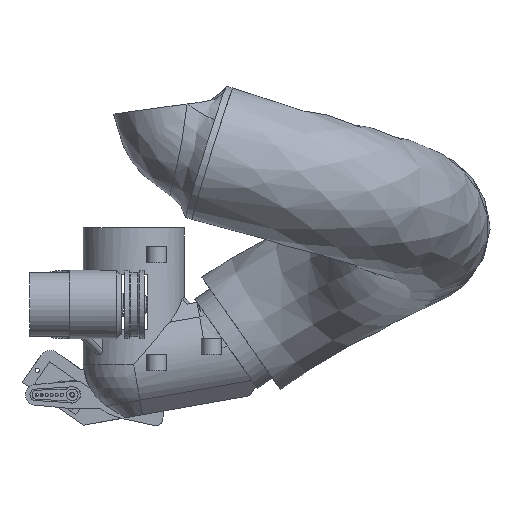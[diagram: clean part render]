
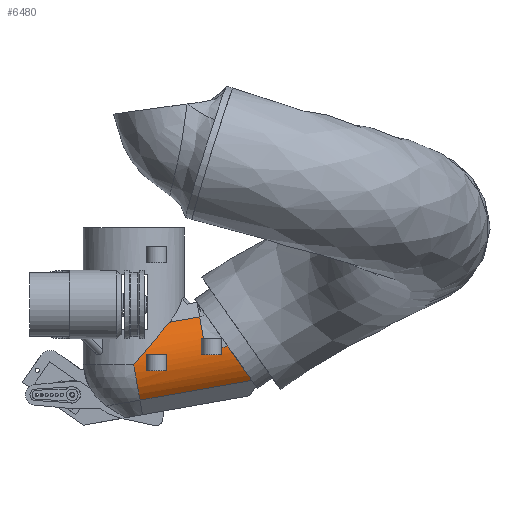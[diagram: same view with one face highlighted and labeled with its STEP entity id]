
A CAD part, left-side view. The second image highlights one B-rep face of the part: STEP entity #6480.
In plain terms, the highlighted cylindrical face has radius 22.1 mm (diameter 44.2 mm), a partial arc.
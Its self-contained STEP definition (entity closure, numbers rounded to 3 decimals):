
#142=B_SPLINE_CURVE_WITH_KNOTS('',3,(#11390,#11391,#11392,#11393),
 .UNSPECIFIED.,.F.,.F.,(4,4),(-1.571,-1.32),
 .UNSPECIFIED.);
#240=ELLIPSE('',#7217,127.269,22.1);
#241=ELLIPSE('',#7220,22.441,22.1);
#242=ELLIPSE('',#7221,127.269,22.1);
#243=ELLIPSE('',#7223,34.381,22.1);
#244=ELLIPSE('',#7225,24.385,22.1);
#245=ELLIPSE('',#7226,22.441,22.1);
#246=ELLIPSE('',#7227,127.269,22.1);
#247=ELLIPSE('',#7228,22.441,22.1);
#248=ELLIPSE('',#7229,22.441,22.1);
#249=ELLIPSE('',#7230,127.269,22.1);
#318=FACE_BOUND('',#1163,.T.);
#436=CYLINDRICAL_SURFACE('',#7219,22.1);
#724=FACE_OUTER_BOUND('',#1162,.T.);
#1162=EDGE_LOOP('',(#5465,#5466,#5467,#5468,#5469,#5470,#5471,#5472,#5473,
#5474,#5475,#5476));
#1163=EDGE_LOOP('',(#5477,#5478,#5479,#5480));
#1531=CIRCLE('',#7166,22.1);
#1562=CIRCLE('',#7222,22.1);
#1563=CIRCLE('',#7224,22.1);
#2003=LINE('',#11381,#2468);
#2004=LINE('',#11384,#2469);
#2468=VECTOR('',#8926,10.);
#2469=VECTOR('',#8929,10.);
#2987=VERTEX_POINT('',#10966);
#2988=VERTEX_POINT('',#10968);
#3053=VERTEX_POINT('',#11364);
#3054=VERTEX_POINT('',#11365);
#3057=VERTEX_POINT('',#11373);
#3058=VERTEX_POINT('',#11374);
#3059=VERTEX_POINT('',#11376);
#3060=VERTEX_POINT('',#11378);
#3061=VERTEX_POINT('',#11380);
#3062=VERTEX_POINT('',#11383);
#3063=VERTEX_POINT('',#11385);
#3064=VERTEX_POINT('',#11387);
#3065=VERTEX_POINT('',#11389);
#3066=VERTEX_POINT('',#11394);
#3067=VERTEX_POINT('',#11397);
#3068=VERTEX_POINT('',#11399);
#3806=EDGE_CURVE('',#2987,#2988,#1531,.T.);
#3895=EDGE_CURVE('',#3053,#3054,#240,.T.);
#3899=EDGE_CURVE('',#3057,#3058,#241,.T.);
#3900=EDGE_CURVE('',#3058,#3059,#242,.T.);
#3901=EDGE_CURVE('',#3060,#3059,#1562,.T.);
#3902=EDGE_CURVE('',#3061,#3060,#2003,.T.);
#3903=EDGE_CURVE('',#2988,#3061,#243,.T.);
#3904=EDGE_CURVE('',#2987,#3062,#2004,.T.);
#3905=EDGE_CURVE('',#3063,#3062,#1563,.T.);
#3906=EDGE_CURVE('',#3063,#3064,#244,.T.);
#3907=EDGE_CURVE('',#3065,#3064,#142,.T.);
#3908=EDGE_CURVE('',#3065,#3066,#245,.T.);
#3909=EDGE_CURVE('',#3066,#3057,#246,.T.);
#3910=EDGE_CURVE('',#3067,#3053,#247,.T.);
#3911=EDGE_CURVE('',#3054,#3068,#248,.T.);
#3912=EDGE_CURVE('',#3068,#3067,#249,.T.);
#5465=ORIENTED_EDGE('',*,*,#3899,.T.);
#5466=ORIENTED_EDGE('',*,*,#3900,.T.);
#5467=ORIENTED_EDGE('',*,*,#3901,.F.);
#5468=ORIENTED_EDGE('',*,*,#3902,.F.);
#5469=ORIENTED_EDGE('',*,*,#3903,.F.);
#5470=ORIENTED_EDGE('',*,*,#3806,.F.);
#5471=ORIENTED_EDGE('',*,*,#3904,.T.);
#5472=ORIENTED_EDGE('',*,*,#3905,.F.);
#5473=ORIENTED_EDGE('',*,*,#3906,.T.);
#5474=ORIENTED_EDGE('',*,*,#3907,.F.);
#5475=ORIENTED_EDGE('',*,*,#3908,.T.);
#5476=ORIENTED_EDGE('',*,*,#3909,.T.);
#5477=ORIENTED_EDGE('',*,*,#3910,.T.);
#5478=ORIENTED_EDGE('',*,*,#3895,.T.);
#5479=ORIENTED_EDGE('',*,*,#3911,.T.);
#5480=ORIENTED_EDGE('',*,*,#3912,.T.);
#6480=ADVANCED_FACE('',(#724,#318),#436,.T.);
#7166=AXIS2_PLACEMENT_3D('',#10969,#8771,#8772);
#7217=AXIS2_PLACEMENT_3D('',#11366,#8912,#8913);
#7219=AXIS2_PLACEMENT_3D('',#11372,#8918,#8919);
#7220=AXIS2_PLACEMENT_3D('',#11375,#8920,#8921);
#7221=AXIS2_PLACEMENT_3D('',#11377,#8922,#8923);
#7222=AXIS2_PLACEMENT_3D('',#11379,#8924,#8925);
#7223=AXIS2_PLACEMENT_3D('',#11382,#8927,#8928);
#7224=AXIS2_PLACEMENT_3D('',#11386,#8930,#8931);
#7225=AXIS2_PLACEMENT_3D('',#11388,#8932,#8933);
#7226=AXIS2_PLACEMENT_3D('',#11395,#8934,#8935);
#7227=AXIS2_PLACEMENT_3D('',#11396,#8936,#8937);
#7228=AXIS2_PLACEMENT_3D('',#11398,#8938,#8939);
#7229=AXIS2_PLACEMENT_3D('',#11400,#8940,#8941);
#7230=AXIS2_PLACEMENT_3D('',#11401,#8942,#8943);
#8771=DIRECTION('center_axis',(0.,-0.985,
-0.174));
#8772=DIRECTION('ref_axis',(1.,0.,0.));
#8912=DIRECTION('center_axis',(0.,0.,
-1.));
#8913=DIRECTION('ref_axis',(0.,1.,0.));
#8918=DIRECTION('center_axis',(0.,0.985,
0.174));
#8919=DIRECTION('ref_axis',(1.,0.,0.));
#8920=DIRECTION('center_axis',(0.,-1.,0.));
#8921=DIRECTION('ref_axis',(0.,0.,-1.));
#8922=DIRECTION('center_axis',(0.,0.,
1.));
#8923=DIRECTION('ref_axis',(0.,1.,0.));
#8924=DIRECTION('center_axis',(0.,0.985,
0.174));
#8925=DIRECTION('ref_axis',(1.,0.,0.));
#8926=DIRECTION('',(0.,0.985,0.174));
#8927=DIRECTION('center_axis',(0.,-0.766,
0.643));
#8928=DIRECTION('ref_axis',(0.,-0.643,-0.766));
#8929=DIRECTION('',(0.,0.985,0.174));
#8930=DIRECTION('center_axis',(0.,0.985,
0.174));
#8931=DIRECTION('ref_axis',(0.707,-0.123,0.696));
#8932=DIRECTION('center_axis',(0.,-0.819,
-0.574));
#8933=DIRECTION('ref_axis',(0.,0.574,-0.819));
#8934=DIRECTION('center_axis',(0.,1.,0.));
#8935=DIRECTION('ref_axis',(0.,0.,-1.));
#8936=DIRECTION('center_axis',(0.,0.,
-1.));
#8937=DIRECTION('ref_axis',(0.,1.,0.));
#8938=DIRECTION('center_axis',(0.,1.,0.));
#8939=DIRECTION('ref_axis',(0.,0.,-1.));
#8940=DIRECTION('center_axis',(0.,-1.,0.));
#8941=DIRECTION('ref_axis',(0.,0.,-1.));
#8942=DIRECTION('center_axis',(0.,0.,
1.));
#8943=DIRECTION('ref_axis',(0.,1.,0.));
#10966=CARTESIAN_POINT('',(15.627,2.714,-1.715));
#10968=CARTESIAN_POINT('',(22.1,0.,13.675));
#10969=CARTESIAN_POINT('Origin',(0.,0.,
13.675));
#11364=CARTESIAN_POINT('',(21.502,14.437,11.035));
#11365=CARTESIAN_POINT('',(21.814,5.437,11.035));
#11366=CARTESIAN_POINT('Origin',(0.,-14.974,
11.035));
#11372=CARTESIAN_POINT('Origin',(0.,0.,
13.675));
#11373=CARTESIAN_POINT('',(22.085,29.437,18.035));
#11374=CARTESIAN_POINT('',(21.249,29.437,25.035));
#11375=CARTESIAN_POINT('Origin',(0.,29.437,18.866));
#11376=CARTESIAN_POINT('',(21.3,30.491,25.035));
#11377=CARTESIAN_POINT('Origin',(0.,64.424,
25.035));
#11378=CARTESIAN_POINT('',(15.627,28.8,34.621));
#11379=CARTESIAN_POINT('Origin',(0.,31.514,
19.232));
#11380=CARTESIAN_POINT('',(15.627,15.627,32.299));
#11381=CARTESIAN_POINT('',(15.627,-2.714,29.065));
#11382=CARTESIAN_POINT('Origin',(0.,0.,
13.675));
#11383=CARTESIAN_POINT('',(15.627,51.55,6.897));
#11384=CARTESIAN_POINT('',(15.627,2.714,-1.715));
#11385=CARTESIAN_POINT('',(15.632,51.549,6.902));
#11386=CARTESIAN_POINT('Origin',(0.,48.837,
22.286));
#11387=CARTESIAN_POINT('',(22.073,40.975,22.003));
#11388=CARTESIAN_POINT('Origin',(0.,41.663,
21.021));
#11389=CARTESIAN_POINT('',(22.093,38.437,21.037));
#11390=CARTESIAN_POINT('Ctrl Pts',(22.093,38.437,21.037));
#11391=CARTESIAN_POINT('Ctrl Pts',(22.089,39.299,21.337));
#11392=CARTESIAN_POINT('Ctrl Pts',(22.083,40.146,21.659));
#11393=CARTESIAN_POINT('Ctrl Pts',(22.073,40.975,22.003));
#11394=CARTESIAN_POINT('',(21.971,38.437,18.035));
#11395=CARTESIAN_POINT('Origin',(0.,38.437,
20.453));
#11396=CARTESIAN_POINT('Origin',(0.,24.725,
18.035));
#11397=CARTESIAN_POINT('',(22.028,14.437,18.035));
#11398=CARTESIAN_POINT('Origin',(0.,14.437,16.221));
#11399=CARTESIAN_POINT('',(21.845,5.437,18.035));
#11400=CARTESIAN_POINT('Origin',(0.,5.437,
14.634));
#11401=CARTESIAN_POINT('Origin',(0.,24.725,
18.035));
